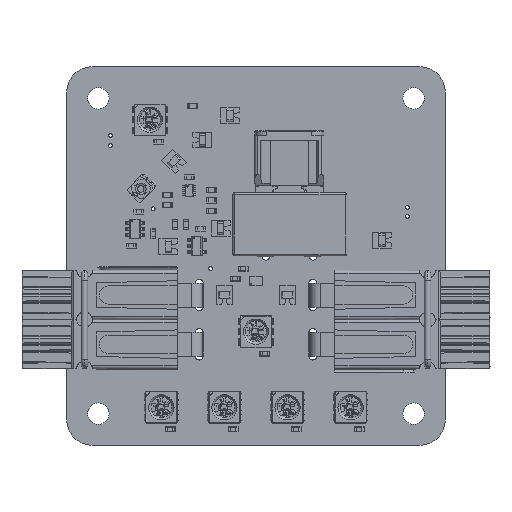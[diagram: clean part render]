
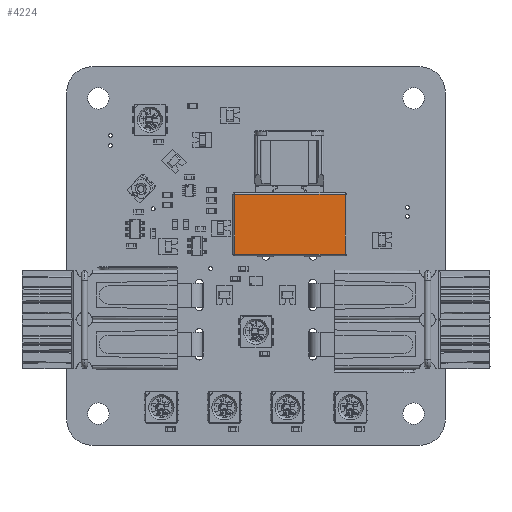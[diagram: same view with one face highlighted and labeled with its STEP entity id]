
A CAD part, top view. The second image highlights one B-rep face of the part: STEP entity #4224.
In plain terms, the highlighted face is planar.
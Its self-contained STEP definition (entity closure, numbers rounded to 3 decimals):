
#4224 = ADVANCED_FACE('',(#4225),#4259,.F.);
#4225 = FACE_BOUND('',#4226,.T.);
#4226 = EDGE_LOOP('',(#4227,#4237,#4245,#4253));
#4227 = ORIENTED_EDGE('',*,*,#4228,.T.);
#4228 = EDGE_CURVE('',#4229,#4231,#4233,.T.);
#4229 = VERTEX_POINT('',#4230);
#4230 = CARTESIAN_POINT('',(-8.895,-0.959,
    5.04));
#4231 = VERTEX_POINT('',#4232);
#4232 = CARTESIAN_POINT('',(8.631,-0.959,5.04
    ));
#4233 = LINE('',#4234,#4235);
#4234 = CARTESIAN_POINT('',(-9.149,-0.959,
    5.04));
#4235 = VECTOR('',#4236,1.);
#4236 = DIRECTION('',(1.,0.,0.));
#4237 = ORIENTED_EDGE('',*,*,#4238,.T.);
#4238 = EDGE_CURVE('',#4231,#4239,#4241,.T.);
#4239 = VERTEX_POINT('',#4240);
#4240 = CARTESIAN_POINT('',(8.631,-0.959,
    -4.46));
#4241 = LINE('',#4242,#4243);
#4242 = CARTESIAN_POINT('',(8.631,-0.959,5.294
    ));
#4243 = VECTOR('',#4244,1.);
#4244 = DIRECTION('',(0.,0.,-1.));
#4245 = ORIENTED_EDGE('',*,*,#4246,.T.);
#4246 = EDGE_CURVE('',#4239,#4247,#4249,.T.);
#4247 = VERTEX_POINT('',#4248);
#4248 = CARTESIAN_POINT('',(-8.895,-0.959,
    -4.46));
#4249 = LINE('',#4250,#4251);
#4250 = CARTESIAN_POINT('',(-9.149,-0.959,
    -4.46));
#4251 = VECTOR('',#4252,1.);
#4252 = DIRECTION('',(-1.,0.,0.));
#4253 = ORIENTED_EDGE('',*,*,#4254,.T.);
#4254 = EDGE_CURVE('',#4247,#4229,#4255,.T.);
#4255 = LINE('',#4256,#4257);
#4256 = CARTESIAN_POINT('',(-8.895,-0.959,
    5.294));
#4257 = VECTOR('',#4258,1.);
#4258 = DIRECTION('',(0.,0.,1.));
#4259 = PLANE('',#4260);
#4260 = AXIS2_PLACEMENT_3D('',#4261,#4262,#4263);
#4261 = CARTESIAN_POINT('',(-9.149,-0.959,
    5.294));
#4262 = DIRECTION('',(0.,-1.,0.));
#4263 = DIRECTION('',(0.,0.,-1.));
